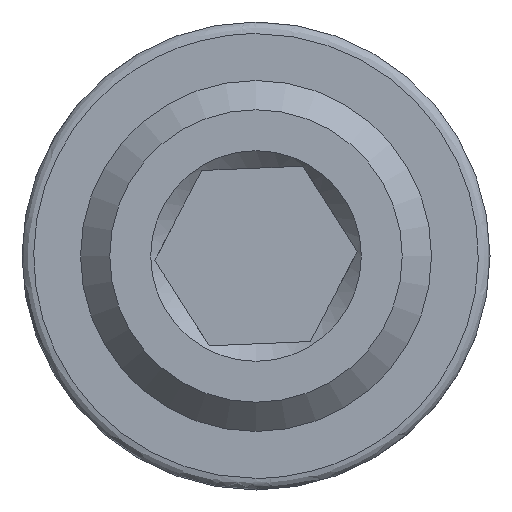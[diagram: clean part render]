
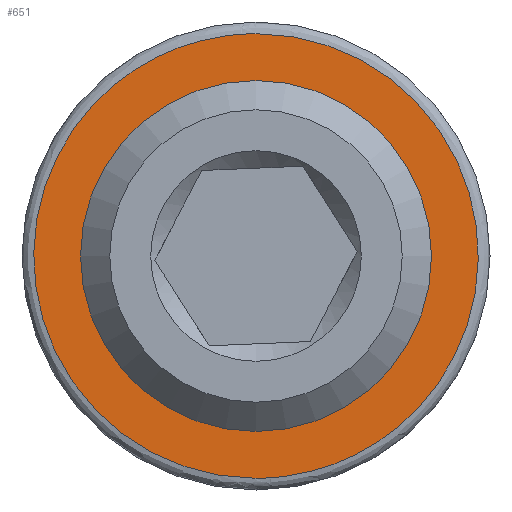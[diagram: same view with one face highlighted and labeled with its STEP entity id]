
A CAD part, front view. The second image highlights one B-rep face of the part: STEP entity #651.
In plain terms, the highlighted planar face has unit normal (0, -1, 0).
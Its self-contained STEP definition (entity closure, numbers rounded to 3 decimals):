
#12 =( BOUNDED_CURVE ( )  B_SPLINE_CURVE ( 3, ( #63, #220, #831, #913 ),
 .UNSPECIFIED., .F., .T. ) 
 B_SPLINE_CURVE_WITH_KNOTS ( ( 4, 4 ),
 ( 0., 1. ),
 .UNSPECIFIED. ) 
 CURVE ( )  GEOMETRIC_REPRESENTATION_ITEM ( )  RATIONAL_B_SPLINE_CURVE ( ( 1., 0.333, 0.333, 1. ) ) 
 REPRESENTATION_ITEM ( '' )  );
#53 = CARTESIAN_POINT ( 'NONE',  ( -74.552, -6.173, -1.9 ) ) ;
#63 = CARTESIAN_POINT ( 'NONE',  ( -74.552, -6.173, 1.9 ) ) ;
#91 = DIRECTION ( 'NONE',  ( 0., 1., 0. ) ) ;
#92 = DIRECTION ( 'NONE',  ( 0., -1., 0. ) ) ;
#160 = CARTESIAN_POINT ( 'NONE',  ( -74.552, -6.173, 0. ) ) ;
#168 = FACE_OUTER_BOUND ( 'NONE', #421, .T. ) ;
#180 = ORIENTED_EDGE ( 'NONE', *, *, #286, .F. ) ;
#192 = VERTEX_POINT ( 'NONE', #604 ) ;
#206 = CIRCLE ( 'NONE', #338, 1.5 ) ;
#220 = CARTESIAN_POINT ( 'NONE',  ( -70.752, -6.173, 1.9 ) ) ;
#248 = FACE_BOUND ( 'NONE', #485, .T. ) ;
#277 = ORIENTED_EDGE ( 'NONE', *, *, #884, .F. ) ;
#286 = EDGE_CURVE ( 'NONE', #1003, #1003, #206, .T. ) ;
#332 =( BOUNDED_CURVE ( )  B_SPLINE_CURVE ( 3, ( #53, #901, #514, #532 ),
 .UNSPECIFIED., .F., .T. ) 
 B_SPLINE_CURVE_WITH_KNOTS ( ( 4, 4 ),
 ( 0., 1. ),
 .UNSPECIFIED. ) 
 CURVE ( )  GEOMETRIC_REPRESENTATION_ITEM ( )  RATIONAL_B_SPLINE_CURVE ( ( 1., 0.333, 0.333, 1. ) ) 
 REPRESENTATION_ITEM ( '' )  );
#338 = AXIS2_PLACEMENT_3D ( 'NONE', #565, #92, #868 ) ;
#421 = EDGE_LOOP ( 'NONE', ( #277, #450 ) ) ;
#450 = ORIENTED_EDGE ( 'NONE', *, *, #928, .F. ) ;
#468 = CARTESIAN_POINT ( 'NONE',  ( -74.552, -6.173, -1.5 ) ) ;
#485 = EDGE_LOOP ( 'NONE', ( #180 ) ) ;
#501 = AXIS2_PLACEMENT_3D ( 'NONE', #160, #91, #858 ) ;
#514 = CARTESIAN_POINT ( 'NONE',  ( -78.352, -6.173, 1.9 ) ) ;
#532 = CARTESIAN_POINT ( 'NONE',  ( -74.552, -6.173, 1.9 ) ) ;
#565 = CARTESIAN_POINT ( 'NONE',  ( -74.552, -6.173, 0. ) ) ;
#604 = CARTESIAN_POINT ( 'NONE',  ( -74.552, -6.173, -1.9 ) ) ;
#651 = ADVANCED_FACE ( 'NONE', ( #168, #248 ), #851, .F. ) ;
#684 = CARTESIAN_POINT ( 'NONE',  ( -74.552, -6.173, 1.9 ) ) ;
#831 = CARTESIAN_POINT ( 'NONE',  ( -70.752, -6.173, -1.9 ) ) ;
#851 = PLANE ( 'NONE',  #501 ) ;
#858 = DIRECTION ( 'NONE',  ( 0., 0., 1. ) ) ;
#868 = DIRECTION ( 'NONE',  ( 0., 0., -1. ) ) ;
#874 = VERTEX_POINT ( 'NONE', #684 ) ;
#884 = EDGE_CURVE ( 'NONE', #874, #192, #12, .T. ) ;
#901 = CARTESIAN_POINT ( 'NONE',  ( -78.352, -6.173, -1.9 ) ) ;
#913 = CARTESIAN_POINT ( 'NONE',  ( -74.552, -6.173, -1.9 ) ) ;
#928 = EDGE_CURVE ( 'NONE', #192, #874, #332, .T. ) ;
#1003 = VERTEX_POINT ( 'NONE', #468 ) ;
